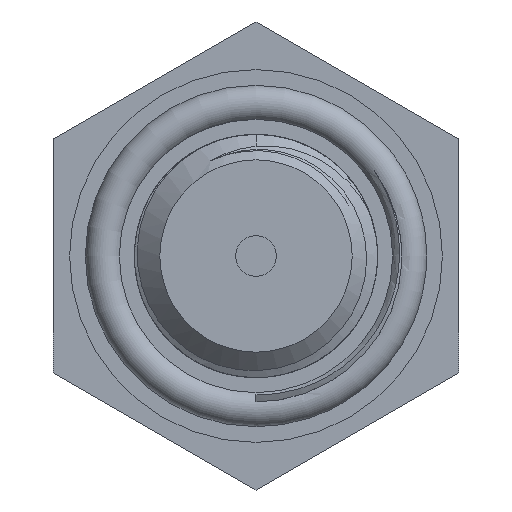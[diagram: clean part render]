
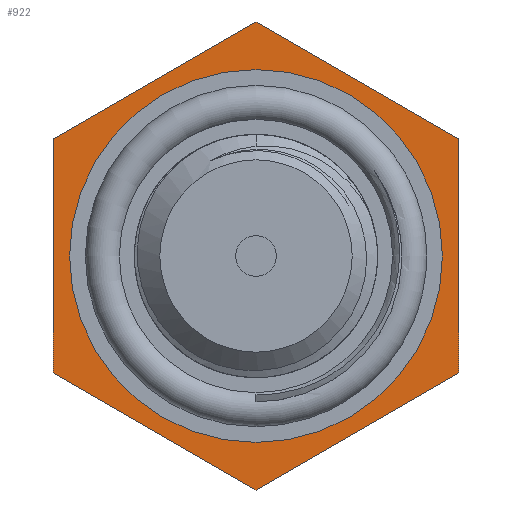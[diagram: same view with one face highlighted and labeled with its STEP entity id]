
A CAD part, left-side view. The second image highlights one B-rep face of the part: STEP entity #922.
In plain terms, the highlighted planar face has unit normal (-1, 0, 0).
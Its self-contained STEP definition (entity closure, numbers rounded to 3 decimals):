
#73=LINE($,#3929,#121);
#77=LINE($,#3937,#125);
#80=LINE($,#3943,#128);
#83=LINE($,#3949,#131);
#86=LINE($,#3955,#134);
#89=LINE($,#3960,#137);
#121=VECTOR($,#1228,11.547);
#125=VECTOR($,#1234,11.547);
#128=VECTOR($,#1239,11.547);
#131=VECTOR($,#1244,11.547);
#134=VECTOR($,#1249,11.547);
#137=VECTOR($,#1254,11.547);
#168=PLANE($,#1027);
#203=FACE_BOUND($,#413,.T.);
#251=CIRCLE($,#1026,9.2);
#317=FACE_OUTER_BOUND($,#412,.T.);
#412=EDGE_LOOP($,(#824,#825,#826,#827,#828,#829));
#413=EDGE_LOOP($,(#830));
#507=VERTEX_POINT($,#3927);
#508=VERTEX_POINT($,#3928);
#511=VERTEX_POINT($,#3936);
#513=VERTEX_POINT($,#3942);
#515=VERTEX_POINT($,#3948);
#517=VERTEX_POINT($,#3954);
#522=VERTEX_POINT($,#3974);
#609=EDGE_CURVE($,#507,#508,#73,.T.);
#613=EDGE_CURVE($,#508,#511,#77,.T.);
#616=EDGE_CURVE($,#511,#513,#80,.T.);
#619=EDGE_CURVE($,#513,#515,#83,.T.);
#622=EDGE_CURVE($,#517,#507,#86,.T.);
#625=EDGE_CURVE($,#515,#517,#89,.T.);
#630=EDGE_CURVE($,#522,#522,#251,.T.);
#824=ORIENTED_EDGE($,*,*,#619,.T.);
#825=ORIENTED_EDGE($,*,*,#625,.T.);
#826=ORIENTED_EDGE($,*,*,#622,.T.);
#827=ORIENTED_EDGE($,*,*,#609,.T.);
#828=ORIENTED_EDGE($,*,*,#613,.T.);
#829=ORIENTED_EDGE($,*,*,#616,.T.);
#830=ORIENTED_EDGE($,*,*,#630,.T.);
#922=ADVANCED_FACE($,(#317,#203),#168,.T.);
#1026=AXIS2_PLACEMENT_3D($,#3975,#1274,#1275);
#1027=AXIS2_PLACEMENT_3D($,#3976,#1276,#1277);
#1228=DIRECTION($,(0.,0.,1.));
#1234=DIRECTION($,(0.,0.866,0.5));
#1239=DIRECTION($,(0.,0.866,-0.5));
#1244=DIRECTION($,(0.,0.,-1.));
#1249=DIRECTION($,(0.,-0.866,0.5));
#1254=DIRECTION($,(0.,-0.866,-0.5));
#1274=DIRECTION('center_axis',(1.,0.,0.));
#1275=DIRECTION('ref_axis',(0.,1.,0.));
#1276=DIRECTION('center_axis',(-1.,0.,0.));
#1277=DIRECTION('ref_axis',(0.,0.,1.));
#3927=CARTESIAN_POINT('',(0.,-10.,-5.774));
#3928=CARTESIAN_POINT('',(0.,-10.,5.774));
#3929=CARTESIAN_POINT($,(0.,-10.,2.887));
#3936=CARTESIAN_POINT('',(0.,0.,11.547));
#3937=CARTESIAN_POINT($,(0.,1.569,12.453));
#3942=CARTESIAN_POINT('',(0.,10.,5.774));
#3943=CARTESIAN_POINT($,(0.,11.569,4.868));
#3948=CARTESIAN_POINT('',(0.,10.,-5.774));
#3949=CARTESIAN_POINT($,(0.,10.,-2.887));
#3954=CARTESIAN_POINT('',(0.,0.,-11.547));
#3955=CARTESIAN_POINT($,(0.,-3.431,-9.566));
#3960=CARTESIAN_POINT($,(0.,6.569,-7.755));
#3974=CARTESIAN_POINT('',(0.,9.2,0.));
#3975=CARTESIAN_POINT('Origin',(0.,0.,0.));
#3976=CARTESIAN_POINT('Origin',(0.,10.85,0.));
